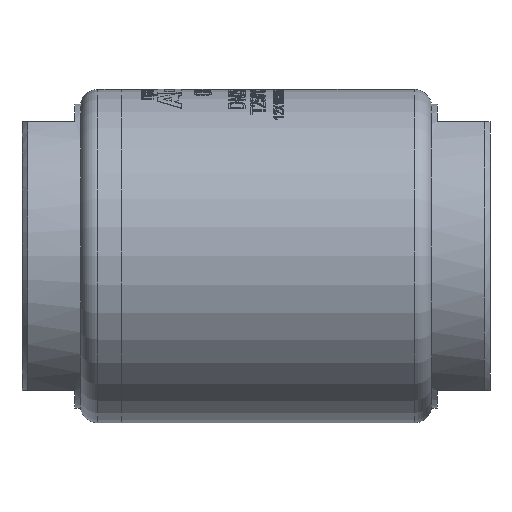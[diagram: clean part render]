
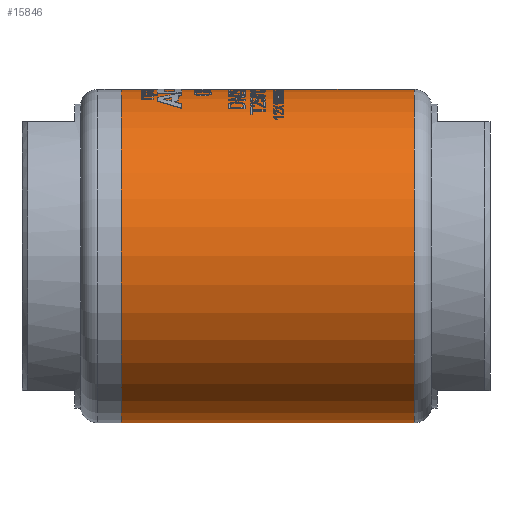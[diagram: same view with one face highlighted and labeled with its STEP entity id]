
A CAD part, left-side view. The second image highlights one B-rep face of the part: STEP entity #15846.
In plain terms, the highlighted cylindrical face has radius 28.5 mm (diameter 57 mm), a full revolution.
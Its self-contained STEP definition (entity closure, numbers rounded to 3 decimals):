
#15846=ADVANCED_FACE('',(#27394,#27396),#27398,.T.);
#27394=FACE_OUTER_BOUND('',#27395,.T.);
#27395=EDGE_LOOP('',(#40170));
#27396=FACE_OUTER_BOUND('',#27397,.T.);
#27397=EDGE_LOOP('',(#40171));
#27398=CYLINDRICAL_SURFACE('',#27399,28.5);
#27399=AXIS2_PLACEMENT_3D('',#27400,#27401,#27402);
#27400=CARTESIAN_POINT('',(0.,-6.,0.));
#27401=DIRECTION('',(0.,1.,0.));
#27402=DIRECTION('',(0.,0.,1.));
#40170=ORIENTED_EDGE('',*,*,#45102,.F.);
#40171=ORIENTED_EDGE('',*,*,#45100,.T.);
#45100=EDGE_CURVE('',#53031,#53031,#53032,.T.);
#45102=EDGE_CURVE('',#53035,#53035,#53036,.T.);
#53031=VERTEX_POINT('',#82261);
#53032=CIRCLE('',#82262,28.5);
#53035=VERTEX_POINT('',#82271);
#53036=CIRCLE('',#82272,28.5);
#82261=CARTESIAN_POINT('',(0.,6.958,28.5));
#82262=AXIS2_PLACEMENT_3D('',#82263,#82264,#82265);
#82263=CARTESIAN_POINT('',(0.,6.958,0.));
#82264=DIRECTION('',(0.,1.,0.));
#82265=DIRECTION('',(0.,0.,1.));
#82271=CARTESIAN_POINT('',(0.,57.,28.5));
#82272=AXIS2_PLACEMENT_3D('',#82273,#82274,#82275);
#82273=CARTESIAN_POINT('',(0.,57.,0.));
#82274=DIRECTION('',(0.,1.,0.));
#82275=DIRECTION('',(0.,0.,1.));
